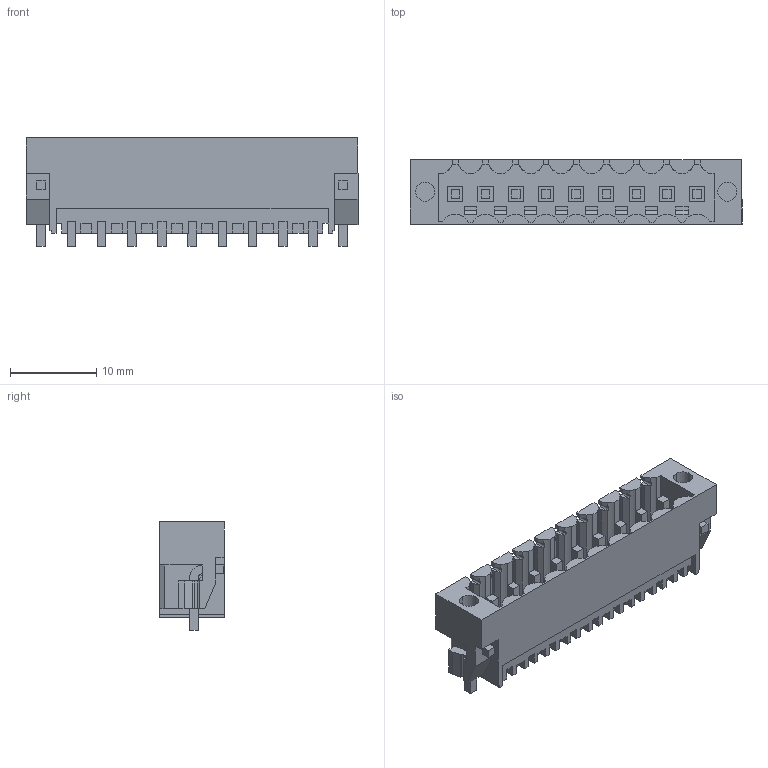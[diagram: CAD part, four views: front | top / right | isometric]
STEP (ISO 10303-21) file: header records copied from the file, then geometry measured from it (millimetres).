
FILE_DESCRIPTION(('CATIA V5 STEP Exchange','CAx-IF Rec.Pracs.--- Model Styling and Organization---1.2---2011-12-15'),'2;1');
FILE_NAME ('D1456529_0_1805300000_1805300000.stp','2018-03-20T09:22:06+00:00',('none'),('Weidmueller'),'CATIA Version 5-6 Release 2014','CATIA V5 STEP AP214','none');
FILE_SCHEMA(('AUTOMOTIVE_DESIGN { 1 0 10303 214 1 1 1 1 }'));
Length unit declared in the file: millimetre
Products named in the file (1): 1805300000
Bounding box: 38.45 x 7.45 x 12.55 mm (x, y, z)
Volume: 1343.5 mm3; surface area: 3459.2 mm2
Topology: 12 solids, 12 shells, 776 faces, 2276 edges, 1543 vertices
Faces by surface type: plane 701, cylinder 75
Entity records: 24637 total; most frequent: ORIENTED_EDGE 4552, CARTESIAN_POINT 4541, DIRECTION 3134, EDGE_CURVE 2276, VECTOR 2090, LINE 2090, VERTEX_POINT 1543, EDGE_LOOP 817
